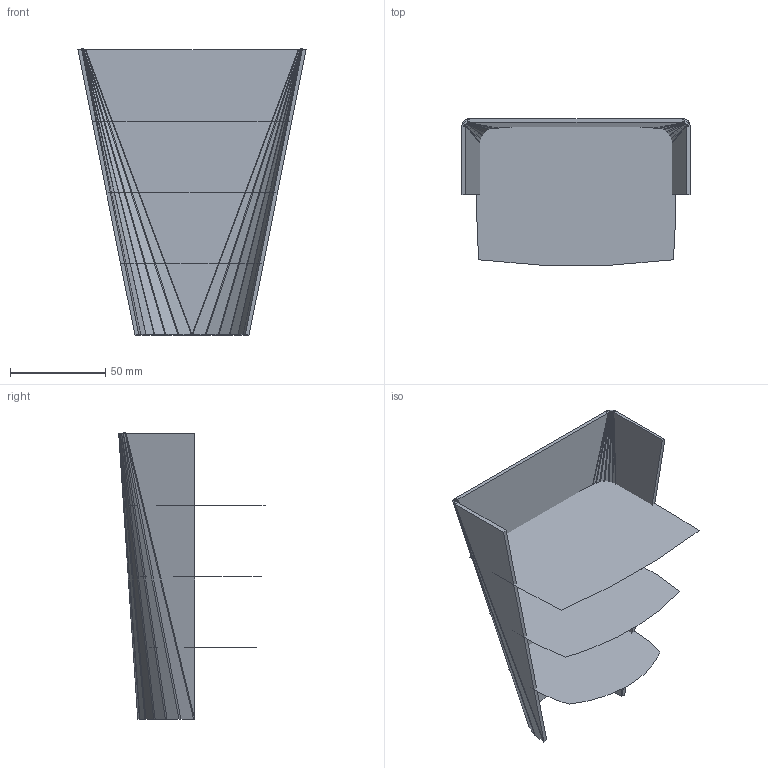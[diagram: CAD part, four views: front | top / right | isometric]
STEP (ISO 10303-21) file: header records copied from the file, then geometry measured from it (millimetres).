
FILE_DESCRIPTION(/* description */ (''),/* implementation_level */ '2;1');
FILE_NAME(/* name */ 'TC-Uebergangsstueck.stp',/* time_stamp */ '2014-04-13T19:44:44+02:00',/* author */ ('Admin'),/* organization */ (''),/* preprocessor_version */ 'ST-DEVELOPER v15.2',/* originating_system */ 'Autodesk Inventor 2014',/* authorisation */ '');
FILE_SCHEMA (('AUTOMOTIVE_DESIGN { 1 0 10303 214 3 1 1 }'));
Length unit declared in the file: millimetre
Products named in the file (1): TC_Uebergang-Blech-Abw
Bounding box: 120 x 77.12 x 150.52 mm (x, y, z)
Volume: 43243.4 mm3; surface area: 61938.1 mm2
Topology: 1 solids, 4 shells, 109 faces, 217 edges, 117 vertices
Faces by surface type: plane 53, cylinder 28, bspline 28
Entity records: 3077 total; most frequent: CARTESIAN_POINT 931, DIRECTION 426, ORIENTED_EDGE 412, EDGE_CURVE 212, LINE 148, VECTOR 148, AXIS2_PLACEMENT_3D 139, FACE_OUTER_BOUND 109
